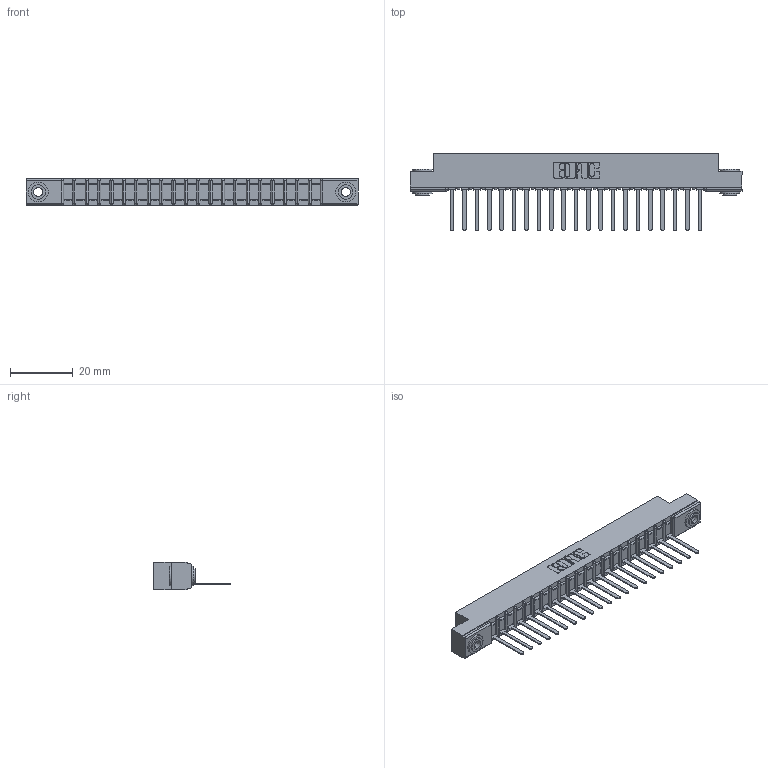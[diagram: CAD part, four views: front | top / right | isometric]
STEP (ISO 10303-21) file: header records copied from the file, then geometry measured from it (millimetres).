
FILE_DESCRIPTION (( 'STEP AP203' ), '1' );
FILE_NAME ('307-021-441-103.STEP', '2020-09-27T04:46:42', ( '' ), ( '' ), 'SwSTEP 2.0', 'SolidWorks 2020', '' );
FILE_SCHEMA (( 'CONFIG_CONTROL_DESIGN' ));
Length unit declared in the file: inch
Products named in the file (4): 307-021-441-103; 307-290-002_541; 307 Part_.156 Dia Mounting Holes; 345-250-002_345-250-002-102
Assembly tree (24 placements, depth 2):
  307-021-441-103
    307 Part_.156 Dia Mounting Holes
    307-290-002_541  x21
    345-250-002_345-250-002-102  x2
Bounding box: 106.22 x 24.59 x 8.71 mm (x, y, z)
Volume: 7072.7 mm3; surface area: 13410.2 mm2
Topology: 24 solids, 24 shells, 1746 faces, 5307 edges, 3474 vertices
Faces by surface type: plane 1039, cylinder 655, sphere 44, cone 8
Entity records: 22375 total; most frequent: CARTESIAN_POINT 3749, ORIENTED_EDGE 3730, DIRECTION 3667, EDGE_CURVE 1865, LINE 1411, VECTOR 1411, VERTEX_POINT 1210, AXIS2_PLACEMENT_3D 1128
